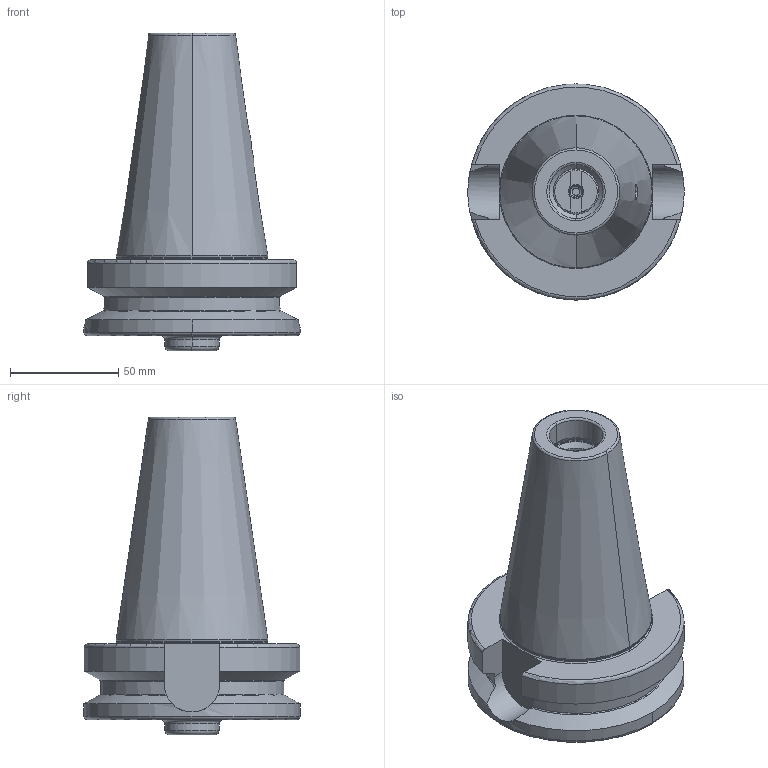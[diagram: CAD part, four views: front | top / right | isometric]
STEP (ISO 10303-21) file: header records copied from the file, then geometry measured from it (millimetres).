
FILE_DESCRIPTION((''),'2;1');
FILE_NAME('505_08_01','2020-07-30T',('101107'),(''),'CREO PARAMETRIC BY PTC INC, 2016260','CREO PARAMETRIC BY PTC INC, 2016260','');
FILE_SCHEMA(('CONFIG_CONTROL_DESIGN'));
Length unit declared in the file: millimetre
Products named in the file (1): 505_08_01
Bounding box: 100 x 100 x 146.8 mm (x, y, z)
Volume: 470493.1 mm3; surface area: 53594.6 mm2
Topology: 2 solids, 2 shells, 142 faces, 326 edges, 198 vertices
Faces by surface type: plane 42, cylinder 36, cone 36, torus 28
Entity records: 4330 total; most frequent: CARTESIAN_POINT 1059, DIRECTION 716, ORIENTED_EDGE 652, EDGE_CURVE 326, AXIS2_PLACEMENT_3D 303, VERTEX_POINT 198, CIRCLE 158, EDGE_LOOP 154
